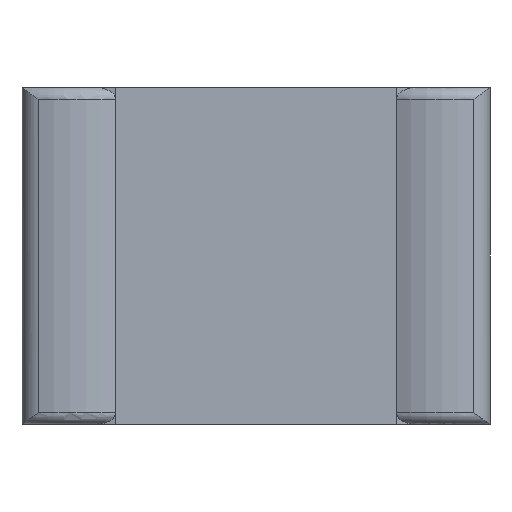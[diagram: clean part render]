
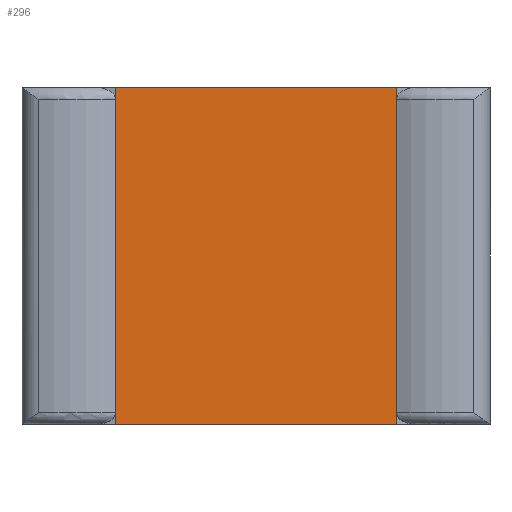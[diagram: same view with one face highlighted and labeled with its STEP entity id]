
A CAD part, front view. The second image highlights one B-rep face of the part: STEP entity #296.
In plain terms, the highlighted planar face has unit normal (0, -1, 0).
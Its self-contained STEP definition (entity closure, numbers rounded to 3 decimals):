
#11 = VECTOR ( 'NONE', #776, 1000. ) ;
#103 = VERTEX_POINT ( 'NONE', #319 ) ;
#124 = AXIS2_PLACEMENT_3D ( 'NONE', #396, #216, #780 ) ;
#159 = CARTESIAN_POINT ( 'NONE',  ( -0.75, 0.063, 0.9 ) ) ;
#161 = EDGE_CURVE ( 'NONE', #103, #200, #561, .T. ) ;
#178 = EDGE_CURVE ( 'NONE', #200, #275, #397, .T. ) ;
#199 = CARTESIAN_POINT ( 'NONE',  ( -0.75, 0.063, 0.9 ) ) ;
#200 = VERTEX_POINT ( 'NONE', #714 ) ;
#203 = DIRECTION ( 'NONE',  ( 1., 0., 0. ) ) ;
#206 = VECTOR ( 'NONE', #203, 1000. ) ;
#216 = DIRECTION ( 'NONE',  ( 0., 1., 0. ) ) ;
#226 = LINE ( 'NONE', #770, #645 ) ;
#260 = DIRECTION ( 'NONE',  ( 1., 0., 0. ) ) ;
#275 = VERTEX_POINT ( 'NONE', #717 ) ;
#280 = LINE ( 'NONE', #159, #638 ) ;
#293 = ORIENTED_EDGE ( 'NONE', *, *, #161, .F. ) ;
#296 = ADVANCED_FACE ( 'NONE', ( #744 ), #578, .F. ) ;
#306 = EDGE_CURVE ( 'NONE', #103, #405, #280, .T. ) ;
#319 = CARTESIAN_POINT ( 'NONE',  ( -0.75, 0.063, 0.9 ) ) ;
#330 = CARTESIAN_POINT ( 'NONE',  ( 0.75, 0.063, 0.9 ) ) ;
#396 = CARTESIAN_POINT ( 'NONE',  ( -0.75, 0.063, 0.9 ) ) ;
#397 = LINE ( 'NONE', #330, #11 ) ;
#405 = VERTEX_POINT ( 'NONE', #409 ) ;
#409 = CARTESIAN_POINT ( 'NONE',  ( -0.75, 0.063, -0.9 ) ) ;
#414 = DIRECTION ( 'NONE',  ( 0., 0., -1. ) ) ;
#435 = EDGE_LOOP ( 'NONE', ( #565, #809, #598, #293 ) ) ;
#561 = LINE ( 'NONE', #199, #206 ) ;
#565 = ORIENTED_EDGE ( 'NONE', *, *, #306, .T. ) ;
#578 = PLANE ( 'NONE',  #124 ) ;
#598 = ORIENTED_EDGE ( 'NONE', *, *, #178, .F. ) ;
#638 = VECTOR ( 'NONE', #414, 1000. ) ;
#645 = VECTOR ( 'NONE', #260, 1000. ) ;
#714 = CARTESIAN_POINT ( 'NONE',  ( 0.75, 0.063, 0.9 ) ) ;
#717 = CARTESIAN_POINT ( 'NONE',  ( 0.75, 0.063, -0.9 ) ) ;
#744 = FACE_OUTER_BOUND ( 'NONE', #435, .T. ) ;
#770 = CARTESIAN_POINT ( 'NONE',  ( -0.75, 0.063, -0.9 ) ) ;
#775 = EDGE_CURVE ( 'NONE', #405, #275, #226, .T. ) ;
#776 = DIRECTION ( 'NONE',  ( 0., 0., -1. ) ) ;
#780 = DIRECTION ( 'NONE',  ( 0., 0., 1. ) ) ;
#809 = ORIENTED_EDGE ( 'NONE', *, *, #775, .T. ) ;
